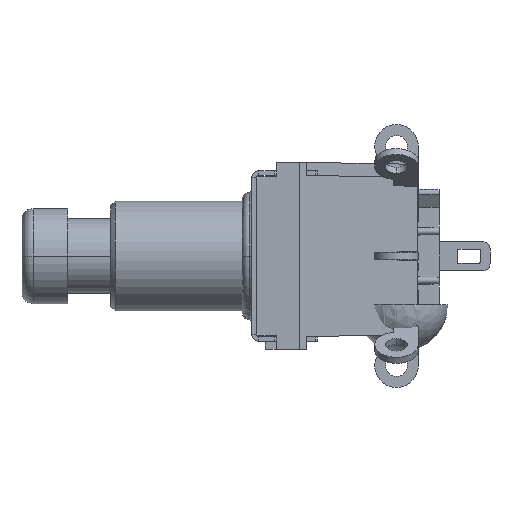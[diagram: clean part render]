
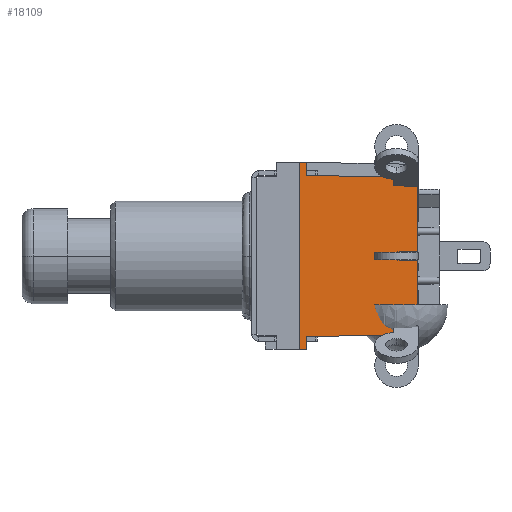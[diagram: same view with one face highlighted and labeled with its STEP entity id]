
A CAD part, left-side view. The second image highlights one B-rep face of the part: STEP entity #18109.
In plain terms, the highlighted planar face has unit normal (-0.999, -0.035, 0).
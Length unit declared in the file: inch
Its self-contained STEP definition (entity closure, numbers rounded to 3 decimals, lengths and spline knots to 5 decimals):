
#87=DIRECTION('',(0.,0.,-1.));
#88=VECTOR('',#87,0.27868);
#89=CARTESIAN_POINT('',(-0.3355,-0.342,-0.01778));
#90=LINE('',#89,#88);
#95=DIRECTION('',(0.,0.,-1.));
#96=VECTOR('',#95,0.27868);
#97=CARTESIAN_POINT('',(-0.3355,-0.342,0.29646));
#98=LINE('',#97,#96);
#1311=DIRECTION('',(0.,0.,1.));
#1312=VECTOR('',#1311,0.7995);
#1313=CARTESIAN_POINT('',(-0.35311,0.16,-0.39975));
#1314=LINE('',#1313,#1312);
#2277=DIRECTION('',(0.,0.,-1.));
#2278=VECTOR('',#2277,0.031);
#2279=CARTESIAN_POINT('',(-0.33901,-0.242,0.016));
#2280=LINE('',#2279,#2278);
#2281=DIRECTION('',(0.,0.,1.));
#2282=VECTOR('',#2281,0.00191);
#2283=CARTESIAN_POINT('',(-0.33901,-0.242,-0.01691));
#2284=LINE('',#2283,#2282);
#2285=DIRECTION('',(-0.035,0.999,0.009));
#2286=VECTOR('',#2285,0.10007);
#2287=CARTESIAN_POINT('',(-0.3355,-0.342,-0.01778));
#2288=LINE('',#2287,#2286);
#2289=DIRECTION('',(-0.035,0.999,-0.035));
#2290=VECTOR('',#2289,0.10012);
#2291=CARTESIAN_POINT('',(-0.3355,-0.342,-0.29646));
#2292=LINE('',#2291,#2290);
#2293=DIRECTION('',(0.,0.,-1.));
#2294=VECTOR('',#2293,0.00355);
#2295=CARTESIAN_POINT('',(-0.33901,-0.242,-0.29998));
#2296=LINE('',#2295,#2294);
#2297=DIRECTION('',(0.,0.,-1.));
#2298=VECTOR('',#2297,0.03595);
#2299=CARTESIAN_POINT('',(-0.33901,-0.242,-0.30353));
#2300=LINE('',#2299,#2298);
#2301=DIRECTION('',(-0.035,0.999,-0.007));
#2302=VECTOR('',#2301,0.37224);
#2303=CARTESIAN_POINT('',(-0.33901,-0.242,-0.33948));
#2304=LINE('',#2303,#2302);
#2305=DIRECTION('',(0.,0.,-1.));
#2306=VECTOR('',#2305,0.05703);
#2307=CARTESIAN_POINT('',(-0.35206,0.13,-0.3422));
#2308=LINE('',#2307,#2306);
#2309=DIRECTION('',(0.035,-0.999,-0.017));
#2310=VECTOR('',#2309,0.03002);
#2311=CARTESIAN_POINT('',(-0.35311,0.16,0.39975));
#2312=LINE('',#2311,#2310);
#2313=DIRECTION('',(0.,0.,-1.));
#2314=VECTOR('',#2313,0.05703);
#2315=CARTESIAN_POINT('',(-0.35206,0.13,0.39923));
#2316=LINE('',#2315,#2314);
#2317=DIRECTION('',(-0.035,0.999,0.007));
#2318=VECTOR('',#2317,0.37224);
#2319=CARTESIAN_POINT('',(-0.33901,-0.242,0.33948));
#2320=LINE('',#2319,#2318);
#2321=DIRECTION('',(0.,0.,1.));
#2322=VECTOR('',#2321,0.0395);
#2323=CARTESIAN_POINT('',(-0.33901,-0.242,0.29998));
#2324=LINE('',#2323,#2322);
#2325=DIRECTION('',(-0.035,0.999,0.035));
#2326=VECTOR('',#2325,0.10012);
#2327=CARTESIAN_POINT('',(-0.3355,-0.342,0.29646));
#2328=LINE('',#2327,#2326);
#2329=DIRECTION('',(-0.035,0.999,-0.009));
#2330=VECTOR('',#2329,0.10007);
#2331=CARTESIAN_POINT('',(-0.3355,-0.342,0.01778));
#2332=LINE('',#2331,#2330);
#2333=DIRECTION('',(0.,0.,1.));
#2334=VECTOR('',#2333,0.00091);
#2335=CARTESIAN_POINT('',(-0.33901,-0.242,0.016));
#2336=LINE('',#2335,#2334);
#3447=DIRECTION('',(-0.035,0.999,-0.017));
#3448=VECTOR('',#3447,0.03002);
#3449=CARTESIAN_POINT('',(-0.35206,0.13,-0.39923));
#3450=LINE('',#3449,#3448);
#12191=CARTESIAN_POINT('',(-0.33901,-0.242,0.33948));
#12192=CARTESIAN_POINT('',(-0.35206,0.13,0.3422));
#12193=VERTEX_POINT('',#12191);
#12194=VERTEX_POINT('',#12192);
#12249=CARTESIAN_POINT('',(-0.35206,0.13,-0.3422));
#12250=VERTEX_POINT('',#12249);
#12711=CARTESIAN_POINT('',(-0.35206,0.13,0.39923));
#12712=VERTEX_POINT('',#12711);
#12713=CARTESIAN_POINT('',(-0.35311,0.16,0.39975));
#12714=VERTEX_POINT('',#12713);
#12881=CARTESIAN_POINT('',(-0.3355,-0.342,-0.29646));
#12883=VERTEX_POINT('',#12881);
#12889=CARTESIAN_POINT('',(-0.33901,-0.242,-0.29998));
#12890=VERTEX_POINT('',#12889);
#12911=CARTESIAN_POINT('',(-0.3355,-0.342,0.29646));
#12912=VERTEX_POINT('',#12911);
#12915=CARTESIAN_POINT('',(-0.33901,-0.242,0.29998));
#12916=VERTEX_POINT('',#12915);
#12935=CARTESIAN_POINT('',(-0.3355,-0.342,-0.01778));
#12936=CARTESIAN_POINT('',(-0.33901,-0.242,-0.01691));
#12937=VERTEX_POINT('',#12935);
#12938=VERTEX_POINT('',#12936);
#12939=CARTESIAN_POINT('',(-0.3355,-0.342,0.01778));
#12940=CARTESIAN_POINT('',(-0.33901,-0.242,0.01691));
#12941=VERTEX_POINT('',#12939);
#12942=VERTEX_POINT('',#12940);
#13182=CARTESIAN_POINT('',(-0.35206,0.13,-0.39923));
#13184=VERTEX_POINT('',#13182);
#13186=CARTESIAN_POINT('',(-0.35311,0.16,-0.39975));
#13188=VERTEX_POINT('',#13186);
#15675=CARTESIAN_POINT('',(-0.33901,-0.242,-0.30353));
#15676=CARTESIAN_POINT('',(-0.33901,-0.242,-0.33948));
#15677=VERTEX_POINT('',#15675);
#15678=VERTEX_POINT('',#15676);
#15757=CARTESIAN_POINT('',(-0.33901,-0.242,0.016));
#15758=CARTESIAN_POINT('',(-0.33901,-0.242,-0.015));
#15759=VERTEX_POINT('',#15757);
#15760=VERTEX_POINT('',#15758);
#18072=CARTESIAN_POINT('',(-0.3355,-0.342,-0.5));
#18073=DIRECTION('',(0.999,0.035,0.));
#18074=DIRECTION('',(-0.035,0.999,0.));
#18075=AXIS2_PLACEMENT_3D('',#18072,#18073,#18074);
#18076=PLANE('',#18075);
#18078=ORIENTED_EDGE('',*,*,#18077,.T.);
#18080=ORIENTED_EDGE('',*,*,#18079,.F.);
#18082=ORIENTED_EDGE('',*,*,#18081,.F.);
#18083=ORIENTED_EDGE('',*,*,#15844,.T.);
#18085=ORIENTED_EDGE('',*,*,#18084,.T.);
#18087=ORIENTED_EDGE('',*,*,#18086,.T.);
#18088=ORIENTED_EDGE('',*,*,#18053,.T.);
#18089=ORIENTED_EDGE('',*,*,#18036,.T.);
#18091=ORIENTED_EDGE('',*,*,#18090,.T.);
#18093=ORIENTED_EDGE('',*,*,#18092,.T.);
#18094=ORIENTED_EDGE('',*,*,#16737,.T.);
#18095=ORIENTED_EDGE('',*,*,#16447,.T.);
#18096=ORIENTED_EDGE('',*,*,#16532,.T.);
#18097=ORIENTED_EDGE('',*,*,#16499,.F.);
#18099=ORIENTED_EDGE('',*,*,#18098,.F.);
#18101=ORIENTED_EDGE('',*,*,#18100,.F.);
#18102=ORIENTED_EDGE('',*,*,#15852,.T.);
#18104=ORIENTED_EDGE('',*,*,#18103,.T.);
#18106=ORIENTED_EDGE('',*,*,#18105,.F.);
#18107=EDGE_LOOP('',(#18078,#18080,#18082,#18083,#18085,#18087,#18088,#18089,
#18091,#18093,#18094,#18095,#18096,#18097,#18099,#18101,#18102,#18104,#18106));
#18108=FACE_OUTER_BOUND('',#18107,.F.);
#15844=EDGE_CURVE('',#12937,#12883,#90,.T.);
#15852=EDGE_CURVE('',#12912,#12941,#98,.T.);
#16447=EDGE_CURVE('',#12714,#12712,#2312,.T.);
#16499=EDGE_CURVE('',#12193,#12194,#2320,.T.);
#16532=EDGE_CURVE('',#12712,#12194,#2316,.T.);
#16737=EDGE_CURVE('',#13188,#12714,#1314,.T.);
#18036=EDGE_CURVE('',#15678,#12250,#2304,.T.);
#18053=EDGE_CURVE('',#15677,#15678,#2300,.T.);
#18077=EDGE_CURVE('',#15759,#15760,#2280,.T.);
#18079=EDGE_CURVE('',#12938,#15760,#2284,.T.);
#18081=EDGE_CURVE('',#12937,#12938,#2288,.T.);
#18084=EDGE_CURVE('',#12883,#12890,#2292,.T.);
#18086=EDGE_CURVE('',#12890,#15677,#2296,.T.);
#18090=EDGE_CURVE('',#12250,#13184,#2308,.T.);
#18092=EDGE_CURVE('',#13184,#13188,#3450,.T.);
#18098=EDGE_CURVE('',#12916,#12193,#2324,.T.);
#18100=EDGE_CURVE('',#12912,#12916,#2328,.T.);
#18103=EDGE_CURVE('',#12941,#12942,#2332,.T.);
#18105=EDGE_CURVE('',#15759,#12942,#2336,.T.);
#18109=ADVANCED_FACE('',(#18108),#18076,.F.);
